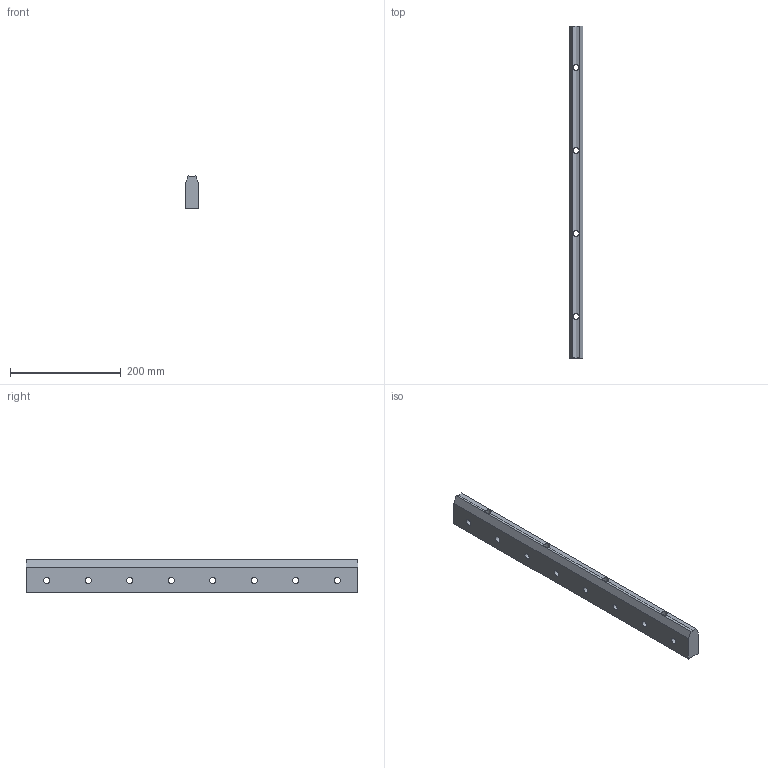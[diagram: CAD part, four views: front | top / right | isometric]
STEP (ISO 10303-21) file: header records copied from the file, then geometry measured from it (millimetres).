
FILE_DESCRIPTION( ( 'Unknown' ), '1' );
FILE_NAME( 'SWUF-30.stp', 'Unknown', ( 'Unknown' ), ( 'Unknown' ), 'PSStep 13.0', 'Unknown', ' ' );
FILE_SCHEMA( ( 'AUTOMOTIVE_DESIGN { 1 0 10303 214 1 1 1 1 }' ) );
Length unit declared in the file: millimetre
Products named in the file (1): 1
Bounding box: 25 x 600 x 58.29 mm (x, y, z)
Volume: 750960.2 mm3; surface area: 113608.2 mm2
Topology: 1 solids, 1 shells, 45 faces, 105 edges, 70 vertices
Faces by surface type: cylinder 24, plane 21
Full cylindrical faces by diameter (mm): 11 x12, 18 x12
Entity records: 1579 total; most frequent: DIRECTION 221, CARTESIAN_POINT 189, ORIENTED_EDGE 154, EDGE_LOOP 101, AXIS2_PLACEMENT_3D 98, EDGE_CURVE 77, FACE_OUTER_BOUND 69, VERTEX_POINT 66
